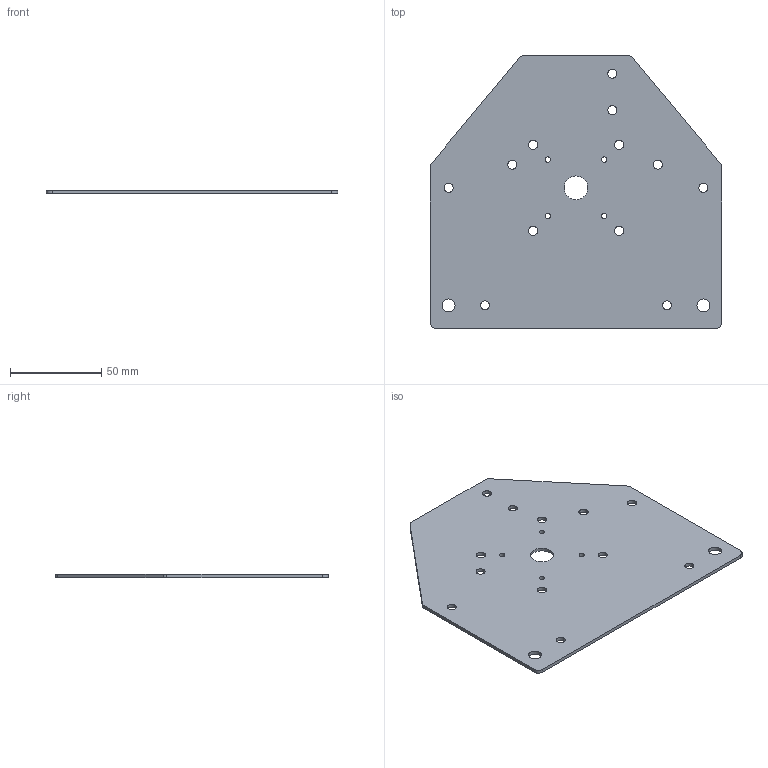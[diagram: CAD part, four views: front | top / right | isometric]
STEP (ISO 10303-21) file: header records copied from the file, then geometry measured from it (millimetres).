
FILE_DESCRIPTION(/* description */ ('motor mount plate'),/* implementation_level */ '2;1');
FILE_NAME(/* name */ 'SM-S01.stp',/* time_stamp */ '2015-04-11T21:10:37+00:00',/* author */ ('dek'),/* organization */ ('ShapeOko.com'),/* preprocessor_version */ 'ST-DEVELOPER v15.6',/* originating_system */ 'Autodesk Inventor LT ',/* authorisation */ '');
FILE_SCHEMA (('AUTOMOTIVE_DESIGN { 1 0 10303 214 3 1 1 }'));
Length unit declared in the file: inch
Products named in the file (1): SM-S01
Bounding box: 160 x 150 x 1.9 mm (x, y, z)
Volume: 38925.9 mm3; surface area: 42673.9 mm2
Topology: 1 solids, 1 shells, 33 faces, 93 edges, 62 vertices
Faces by surface type: cylinder 25, plane 8
Full cylindrical faces by diameter (mm): 3 x4, 5 x8, 5.08 x4, 7.137 x2, 13 x1
Entity records: 1104 total; most frequent: DIRECTION 192, CARTESIAN_POINT 170, ORIENTED_EDGE 148, EDGE_LOOP 90, AXIS2_PLACEMENT_3D 84, EDGE_CURVE 74, VERTEX_POINT 62, FACE_BOUND 57
